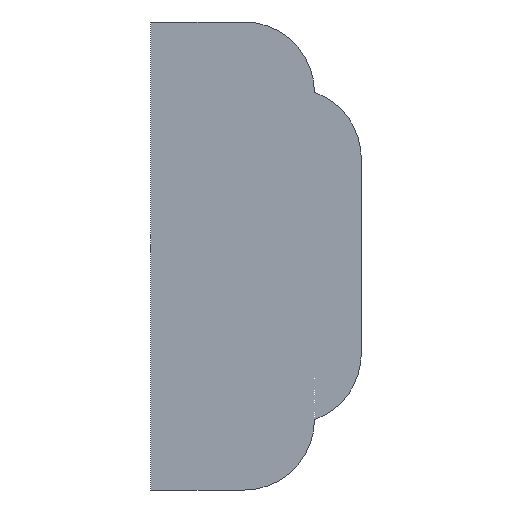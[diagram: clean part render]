
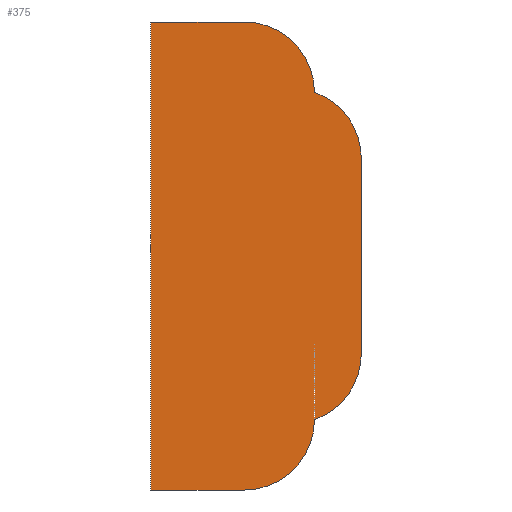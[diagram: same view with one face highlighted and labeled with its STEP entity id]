
A CAD part, front view. The second image highlights one B-rep face of the part: STEP entity #375.
In plain terms, the highlighted planar face has unit normal (0, -1, 0).
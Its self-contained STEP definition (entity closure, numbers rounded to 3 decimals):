
#3 = ORIENTED_EDGE ( 'NONE', *, *, #332, .T. ) ;
#7 = EDGE_CURVE ( 'NONE', #310, #8, #123, .T. ) ;
#8 = VERTEX_POINT ( 'NONE', #73 ) ;
#9 = CARTESIAN_POINT ( 'NONE',  ( 40., 0., -200. ) ) ;
#10 = DIRECTION ( 'NONE',  ( 0., -1., 0. ) ) ;
#13 = VERTEX_POINT ( 'NONE', #171 ) ;
#15 = DIRECTION ( 'NONE',  ( 1., 0., 0. ) ) ;
#20 = AXIS2_PLACEMENT_3D ( 'NONE', #243, #271, #303 ) ;
#27 = AXIS2_PLACEMENT_3D ( 'NONE', #166, #10, #203 ) ;
#29 = VECTOR ( 'NONE', #330, 1000. ) ;
#41 = VECTOR ( 'NONE', #241, 1000. ) ;
#47 = DIRECTION ( 'NONE',  ( 0., 0., -1. ) ) ;
#51 = LINE ( 'NONE', #181, #41 ) ;
#55 = CARTESIAN_POINT ( 'NONE',  ( 40., 0., -30. ) ) ;
#56 = VECTOR ( 'NONE', #291, 1000. ) ;
#61 = EDGE_LOOP ( 'NONE', ( #128, #3, #151, #118, #248, #219, #110, #224 ) ) ;
#67 = CARTESIAN_POINT ( 'NONE',  ( 0., 0., 0. ) ) ;
#73 = CARTESIAN_POINT ( 'NONE',  ( 70., 0., -170. ) ) ;
#85 = VERTEX_POINT ( 'NONE', #355 ) ;
#94 = DIRECTION ( 'NONE',  ( 0., -1., 0. ) ) ;
#110 = ORIENTED_EDGE ( 'NONE', *, *, #323, .F. ) ;
#114 = AXIS2_PLACEMENT_3D ( 'NONE', #270, #188, #47 ) ;
#116 = CIRCLE ( 'NONE', #20, 30. ) ;
#118 = ORIENTED_EDGE ( 'NONE', *, *, #130, .T. ) ;
#123 = CIRCLE ( 'NONE', #27, 30. ) ;
#126 = CARTESIAN_POINT ( 'NONE',  ( 90., 0., -30. ) ) ;
#128 = ORIENTED_EDGE ( 'NONE', *, *, #7, .T. ) ;
#130 = EDGE_CURVE ( 'NONE', #258, #13, #337, .T. ) ;
#133 = CARTESIAN_POINT ( 'NONE',  ( 0., 0., 0. ) ) ;
#143 = AXIS2_PLACEMENT_3D ( 'NONE', #199, #94, #299 ) ;
#145 = CIRCLE ( 'NONE', #253, 30. ) ;
#150 = EDGE_CURVE ( 'NONE', #258, #239, #328, .T. ) ;
#151 = ORIENTED_EDGE ( 'NONE', *, *, #150, .F. ) ;
#166 = CARTESIAN_POINT ( 'NONE',  ( 40., 0., -170. ) ) ;
#171 = CARTESIAN_POINT ( 'NONE',  ( 70., 0., -30. ) ) ;
#181 = CARTESIAN_POINT ( 'NONE',  ( 0., 0., 0. ) ) ;
#188 = DIRECTION ( 'NONE',  ( 0., -1., 0. ) ) ;
#199 = CARTESIAN_POINT ( 'NONE',  ( 60., 0., -58.284 ) ) ;
#203 = DIRECTION ( 'NONE',  ( 0., 0., -1. ) ) ;
#219 = ORIENTED_EDGE ( 'NONE', *, *, #345, .F. ) ;
#221 = CARTESIAN_POINT ( 'NONE',  ( 0., 0., -200. ) ) ;
#224 = ORIENTED_EDGE ( 'NONE', *, *, #302, .F. ) ;
#239 = VERTEX_POINT ( 'NONE', #316 ) ;
#241 = DIRECTION ( 'NONE',  ( 0., 0., 1. ) ) ;
#243 = CARTESIAN_POINT ( 'NONE',  ( 60., 0., -141.716 ) ) ;
#248 = ORIENTED_EDGE ( 'NONE', *, *, #266, .T. ) ;
#253 = AXIS2_PLACEMENT_3D ( 'NONE', #55, #340, #377 ) ;
#257 = VECTOR ( 'NONE', #15, 1000. ) ;
#258 = VERTEX_POINT ( 'NONE', #346 ) ;
#266 = EDGE_CURVE ( 'NONE', #13, #85, #145, .T. ) ;
#270 = CARTESIAN_POINT ( 'NONE',  ( 0., 0., 0. ) ) ;
#271 = DIRECTION ( 'NONE',  ( 0., -1., 0. ) ) ;
#291 = DIRECTION ( 'NONE',  ( -1., 0., 0. ) ) ;
#296 = LINE ( 'NONE', #356, #56 ) ;
#299 = DIRECTION ( 'NONE',  ( 0., 0., -1. ) ) ;
#302 = EDGE_CURVE ( 'NONE', #310, #315, #296, .T. ) ;
#303 = DIRECTION ( 'NONE',  ( 0., 0., -1. ) ) ;
#310 = VERTEX_POINT ( 'NONE', #9 ) ;
#315 = VERTEX_POINT ( 'NONE', #221 ) ;
#316 = CARTESIAN_POINT ( 'NONE',  ( 90., 0., -141.716 ) ) ;
#323 = EDGE_CURVE ( 'NONE', #315, #360, #51, .T. ) ;
#328 = LINE ( 'NONE', #126, #29 ) ;
#330 = DIRECTION ( 'NONE',  ( 0., 0., -1. ) ) ;
#332 = EDGE_CURVE ( 'NONE', #8, #239, #116, .T. ) ;
#333 = PLANE ( 'NONE',  #114 ) ;
#337 = CIRCLE ( 'NONE', #143, 30. ) ;
#340 = DIRECTION ( 'NONE',  ( 0., -1., 0. ) ) ;
#345 = EDGE_CURVE ( 'NONE', #360, #85, #359, .T. ) ;
#346 = CARTESIAN_POINT ( 'NONE',  ( 90., 0., -58.284 ) ) ;
#352 = FACE_OUTER_BOUND ( 'NONE', #61, .T. ) ;
#355 = CARTESIAN_POINT ( 'NONE',  ( 40., 0., 0. ) ) ;
#356 = CARTESIAN_POINT ( 'NONE',  ( 0., 0., -200. ) ) ;
#359 = LINE ( 'NONE', #67, #257 ) ;
#360 = VERTEX_POINT ( 'NONE', #133 ) ;
#375 = ADVANCED_FACE ( 'NONE', ( #352 ), #333, .T. ) ;
#377 = DIRECTION ( 'NONE',  ( 0., 0., -1. ) ) ;
